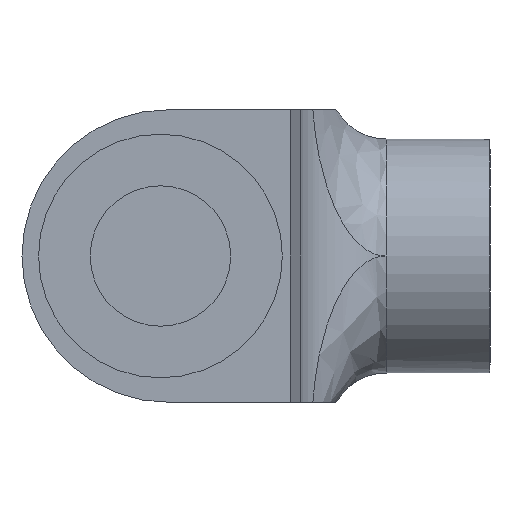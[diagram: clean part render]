
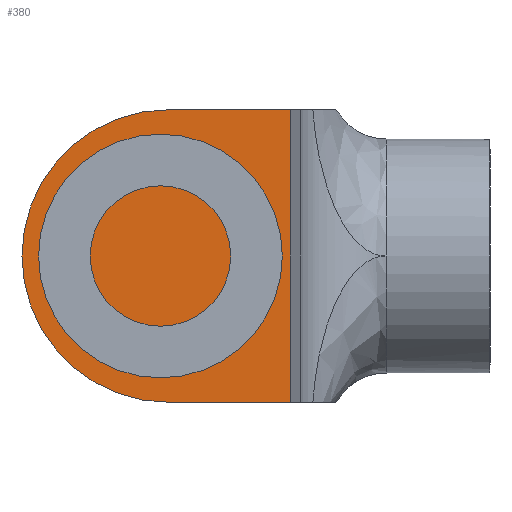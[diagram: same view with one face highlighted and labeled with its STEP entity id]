
A CAD part, left-side view. The second image highlights one B-rep face of the part: STEP entity #380.
In plain terms, the highlighted planar face has unit normal (-1, 0, 0).
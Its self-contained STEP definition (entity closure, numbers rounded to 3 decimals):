
#43=PLANE('',#432);
#49=LINE('',#647,#69);
#61=LINE('',#857,#81);
#63=LINE('',#915,#83);
#69=VECTOR('',#466,10.);
#81=VECTOR('',#514,10.);
#83=VECTOR('',#520,10.);
#114=FACE_OUTER_BOUND('',#139,.T.);
#139=EDGE_LOOP('',(#344,#345,#346,#347));
#161=CIRCLE('',#424,7.5);
#176=VERTEX_POINT('',#644);
#177=VERTEX_POINT('',#646);
#191=VERTEX_POINT('',#760);
#196=VERTEX_POINT('',#855);
#213=EDGE_CURVE('',#176,#177,#49,.T.);
#235=EDGE_CURVE('',#191,#176,#161,.T.);
#245=EDGE_CURVE('',#191,#196,#61,.T.);
#247=EDGE_CURVE('',#177,#196,#63,.T.);
#344=ORIENTED_EDGE('',*,*,#247,.F.);
#345=ORIENTED_EDGE('',*,*,#213,.F.);
#346=ORIENTED_EDGE('',*,*,#235,.F.);
#347=ORIENTED_EDGE('',*,*,#245,.T.);
#380=ADVANCED_FACE('',(#114),#43,.T.);
#424=AXIS2_PLACEMENT_3D('',#762,#503,#504);
#432=AXIS2_PLACEMENT_3D('',#918,#525,#526);
#466=DIRECTION('',(0.,-1.,0.));
#503=DIRECTION('center_axis',(1.,0.,0.));
#504=DIRECTION('ref_axis',(0.,0.707,-0.707));
#514=DIRECTION('',(0.,-1.,0.));
#520=DIRECTION('',(0.,0.,-1.));
#525=DIRECTION('center_axis',(-1.,0.,0.));
#526=DIRECTION('ref_axis',(0.,1.,0.));
#644=CARTESIAN_POINT('',(0.,-7.5,20.));
#646=CARTESIAN_POINT('',(0.,-13.75,20.));
#647=CARTESIAN_POINT('',(0.,-15.335,20.));
#760=CARTESIAN_POINT('',(0.,-7.5,5.));
#762=CARTESIAN_POINT('Origin',(0.,-7.5,12.5));
#855=CARTESIAN_POINT('',(0.,-13.75,5.));
#857=CARTESIAN_POINT('',(0.,-15.335,5.));
#915=CARTESIAN_POINT('',(0.,-13.75,16.25));
#918=CARTESIAN_POINT('Origin',(0.,-18.67,12.5));
